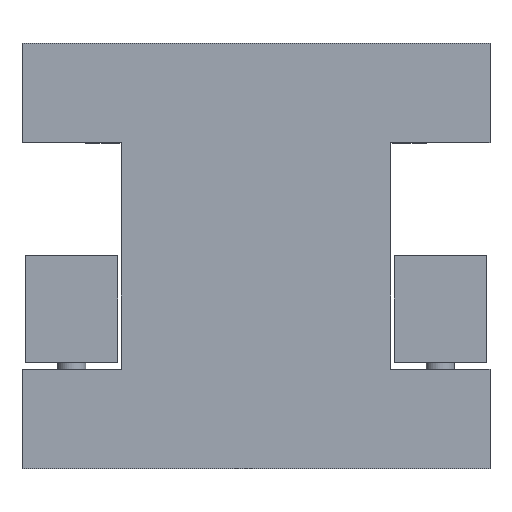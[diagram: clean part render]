
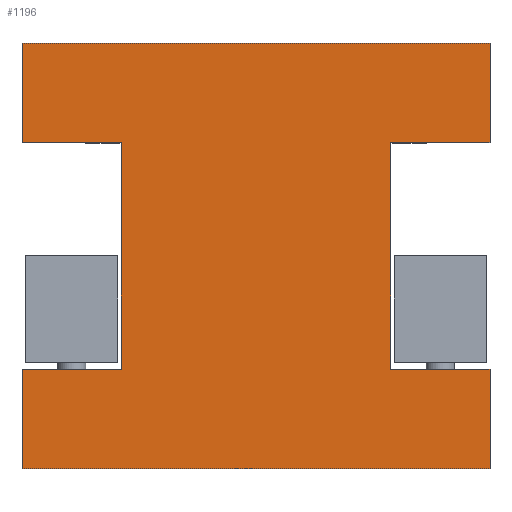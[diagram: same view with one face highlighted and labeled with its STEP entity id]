
A CAD part, top view. The second image highlights one B-rep face of the part: STEP entity #1196.
In plain terms, the highlighted planar face has unit normal (0, 0, 1).
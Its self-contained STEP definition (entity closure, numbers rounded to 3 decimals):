
#1196=ADVANCED_FACE('',(#1426),#1320,.F.);
#1320=PLANE('',#3491);
#1426=FACE_OUTER_BOUND('',#1557,.T.);
#1557=EDGE_LOOP('',(#1891,#1892,#1893,#1894,#1895,#1896,#1897,#1898,#1899,
#1900,#1901,#1902));
#1891=ORIENTED_EDGE('',*,*,#2744,.T.);
#1892=ORIENTED_EDGE('',*,*,#2745,.T.);
#1893=ORIENTED_EDGE('',*,*,#2623,.T.);
#1894=ORIENTED_EDGE('',*,*,#2633,.T.);
#1895=ORIENTED_EDGE('',*,*,#2746,.T.);
#1896=ORIENTED_EDGE('',*,*,#2747,.T.);
#1897=ORIENTED_EDGE('',*,*,#2748,.T.);
#1898=ORIENTED_EDGE('',*,*,#2689,.T.);
#1899=ORIENTED_EDGE('',*,*,#2692,.T.);
#1900=ORIENTED_EDGE('',*,*,#2701,.T.);
#1901=ORIENTED_EDGE('',*,*,#2749,.T.);
#1902=ORIENTED_EDGE('',*,*,#2750,.T.);
#2378=VERTEX_POINT('',#4403);
#2379=VERTEX_POINT('',#4405);
#2387=VERTEX_POINT('',#4425);
#2423=VERTEX_POINT('',#4532);
#2425=VERTEX_POINT('',#4536);
#2427=VERTEX_POINT('',#4542);
#2435=VERTEX_POINT('',#4562);
#2463=VERTEX_POINT('',#4648);
#2464=VERTEX_POINT('',#4649);
#2465=VERTEX_POINT('',#4652);
#2466=VERTEX_POINT('',#4654);
#2467=VERTEX_POINT('',#4657);
#2623=EDGE_CURVE('',#2379,#2378,#2950,.T.);
#2633=EDGE_CURVE('',#2378,#2387,#2958,.T.);
#2689=EDGE_CURVE('',#2423,#2425,#3006,.T.);
#2692=EDGE_CURVE('',#2425,#2427,#3009,.T.);
#2701=EDGE_CURVE('',#2427,#2435,#3016,.T.);
#2744=EDGE_CURVE('',#2463,#2464,#3053,.T.);
#2745=EDGE_CURVE('',#2464,#2379,#3054,.T.);
#2746=EDGE_CURVE('',#2387,#2465,#3055,.T.);
#2747=EDGE_CURVE('',#2465,#2466,#3056,.T.);
#2748=EDGE_CURVE('',#2466,#2423,#3057,.T.);
#2749=EDGE_CURVE('',#2435,#2467,#3058,.T.);
#2750=EDGE_CURVE('',#2467,#2463,#3059,.T.);
#2950=LINE('',#4404,#3197);
#2958=LINE('',#4426,#3205);
#3006=LINE('',#4537,#3253);
#3009=LINE('',#4543,#3256);
#3016=LINE('',#4563,#3263);
#3053=LINE('',#4647,#3300);
#3054=LINE('',#4650,#3301);
#3055=LINE('',#4651,#3302);
#3056=LINE('',#4653,#3303);
#3057=LINE('',#4655,#3304);
#3058=LINE('',#4656,#3305);
#3059=LINE('',#4658,#3306);
#3197=VECTOR('',#3715,1.);
#3205=VECTOR('',#3733,1.);
#3253=VECTOR('',#3831,1.);
#3256=VECTOR('',#3836,1.);
#3263=VECTOR('',#3853,1.);
#3300=VECTOR('',#3930,1.);
#3301=VECTOR('',#3931,1.);
#3302=VECTOR('',#3932,1.);
#3303=VECTOR('',#3933,1.);
#3304=VECTOR('',#3934,1.);
#3305=VECTOR('',#3935,1.);
#3306=VECTOR('',#3936,1.);
#3491=AXIS2_PLACEMENT_3D('',#4659,#3937,#3938);
#3715=DIRECTION('',(1.,0.,0.));
#3733=DIRECTION('',(0.,1.,0.));
#3831=DIRECTION('',(0.,1.,0.));
#3836=DIRECTION('',(-1.,0.,0.));
#3853=DIRECTION('',(0.,-1.,0.));
#3930=DIRECTION('',(-1.,0.,0.));
#3931=DIRECTION('',(0.,-1.,0.));
#3932=DIRECTION('',(-1.,0.,0.));
#3933=DIRECTION('',(0.,1.,0.));
#3934=DIRECTION('',(1.,0.,0.));
#3935=DIRECTION('',(1.,0.,0.));
#3936=DIRECTION('',(0.,-1.,0.));
#3937=DIRECTION('',(0.,0.,-1.));
#3938=DIRECTION('',(1.,0.,0.));
#4403=CARTESIAN_POINT('',(33.,-30.,50.));
#4404=CARTESIAN_POINT('',(-33.,-30.,50.));
#4405=CARTESIAN_POINT('',(-33.,-30.,50.));
#4425=CARTESIAN_POINT('',(33.,-16.,50.));
#4426=CARTESIAN_POINT('',(33.,-30.,50.));
#4532=CARTESIAN_POINT('',(33.,16.,50.));
#4536=CARTESIAN_POINT('',(33.,30.,50.));
#4537=CARTESIAN_POINT('',(33.,16.,50.));
#4542=CARTESIAN_POINT('',(-33.,30.,50.));
#4543=CARTESIAN_POINT('',(33.,30.,50.));
#4562=CARTESIAN_POINT('',(-33.,16.,50.));
#4563=CARTESIAN_POINT('',(-33.,30.,50.));
#4647=CARTESIAN_POINT('',(-19.,-16.,50.));
#4648=CARTESIAN_POINT('',(-19.,-16.,50.));
#4649=CARTESIAN_POINT('',(-33.,-16.,50.));
#4650=CARTESIAN_POINT('',(-33.,-16.,50.));
#4651=CARTESIAN_POINT('',(33.,-16.,50.));
#4652=CARTESIAN_POINT('',(19.,-16.,50.));
#4653=CARTESIAN_POINT('',(19.,-16.,50.));
#4654=CARTESIAN_POINT('',(19.,16.,50.));
#4655=CARTESIAN_POINT('',(19.,16.,50.));
#4656=CARTESIAN_POINT('',(-33.,16.,50.));
#4657=CARTESIAN_POINT('',(-19.,16.,50.));
#4658=CARTESIAN_POINT('',(-19.,16.,50.));
#4659=CARTESIAN_POINT('',(0.,0.,50.));
